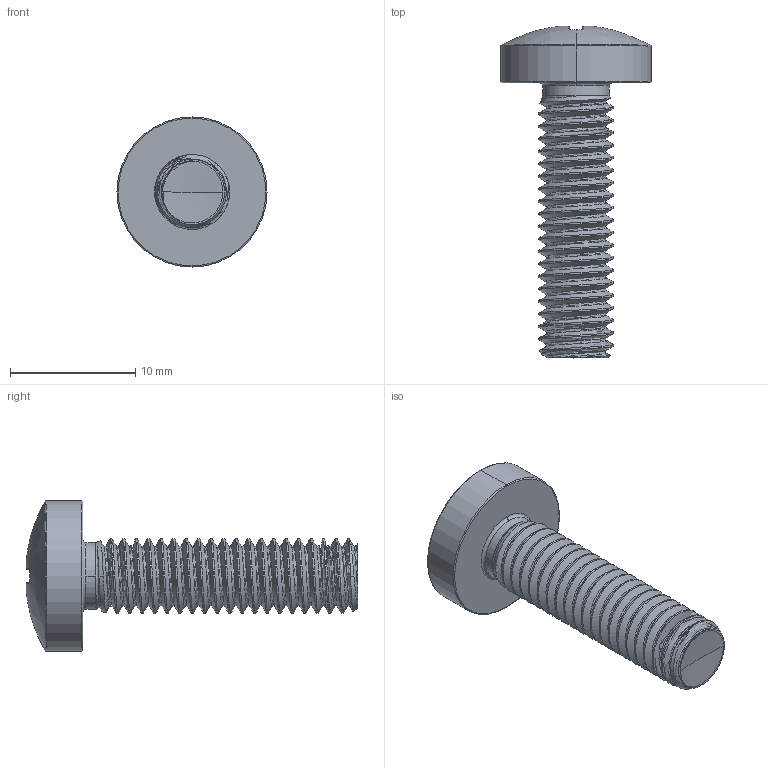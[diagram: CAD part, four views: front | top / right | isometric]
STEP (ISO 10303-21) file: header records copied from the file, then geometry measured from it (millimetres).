
FILE_DESCRIPTION (( 'STEP AP203' ), '1' );
FILE_NAME ('STM320600220.STEP', '2020-12-24T17:31:26', ( '' ), ( '' ), 'SwSTEP 2.0', 'SolidWorks 2015', '' );
FILE_SCHEMA (( 'CONFIG_CONTROL_DESIGN' ));
Products named in the file (2): STM320600220
Bounding box: 12 x 26.54 x 12 mm (x, y, z)
Volume: 902.8 mm3; surface area: 994.5 mm2
Topology: 1 solids, 1 shells, 204 faces, 484 edges, 281 vertices
Faces by surface type: cylinder 64, bspline 46, torus 33, sphere 28, plane 22, cone 11
Entity records: 27199 total; most frequent: CARTESIAN_POINT 22923, ORIENTED_EDGE 956, DIRECTION 799, EDGE_CURVE 478, AXIS2_PLACEMENT_3D 354, VERTEX_POINT 279, EDGE_LOOP 203, FACE_OUTER_BOUND 202
